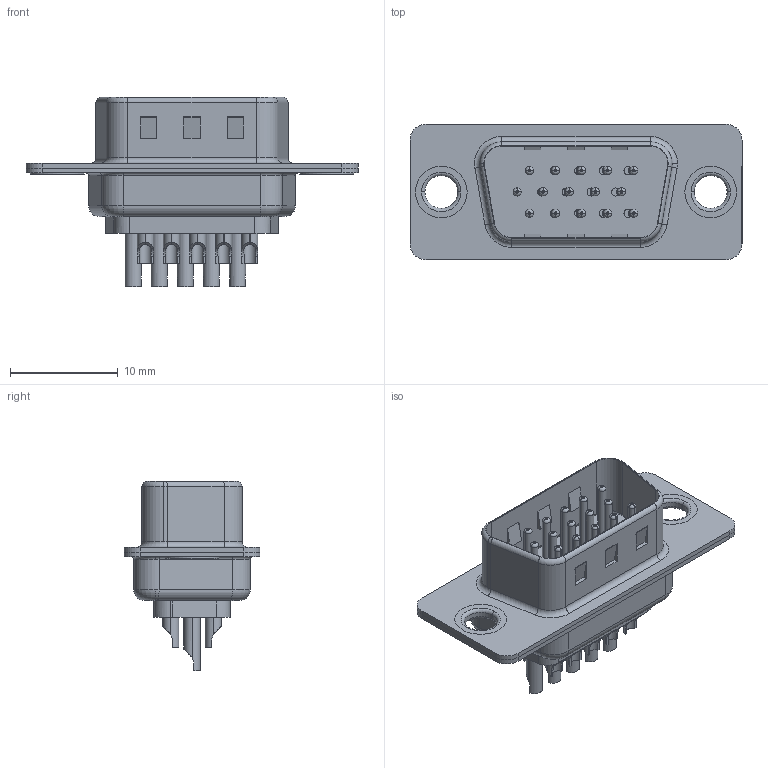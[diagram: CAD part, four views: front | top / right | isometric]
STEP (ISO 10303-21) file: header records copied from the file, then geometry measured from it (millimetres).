
FILE_DESCRIPTION (( 'STEP AP203' ), '1' );
FILE_NAME ('637-015-332-041.STEP', '2019-05-14T15:05:12', ( '' ), ( '' ), 'SwSTEP 2.0', 'SolidWorks 2016', '' );
FILE_SCHEMA (( 'CONFIG_CONTROL_DESIGN' ));
Length unit declared in the file: millimetre
Products named in the file (8): 637 Shell Front_15 Contacts; 637 Shell Rear_15 Contacts; 637 Contact Row 1_32; 637 Contact Row 2_32; 637 Contact Row 3_32; 637 Thru Hole Rivet; 637-015-332-041; 637 Housing_15 Contacts
Assembly tree (20 placements, depth 2):
  637-015-332-041
    637 Housing_15 Contacts
    637 Shell Front_15 Contacts
    637 Shell Rear_15 Contacts
    637 Contact Row 1_32  x5
    637 Contact Row 2_32  x5
    637 Contact Row 3_32  x5
    637 Thru Hole Rivet  x2
Bounding box: 30.8 x 12.6 x 17.55 mm (x, y, z)
Volume: 1252.7 mm3; surface area: 4632.5 mm2
Topology: 20 solids, 20 shells, 1238 faces, 3135 edges, 1978 vertices
Faces by surface type: cylinder 548, torus 373, plane 317
Entity records: 17741 total; most frequent: DIRECTION 3139, CARTESIAN_POINT 2951, ORIENTED_EDGE 2686, EDGE_CURVE 1343, AXIS2_PLACEMENT_3D 1278, VERTEX_POINT 850, CIRCLE 709, EDGE_LOOP 641
